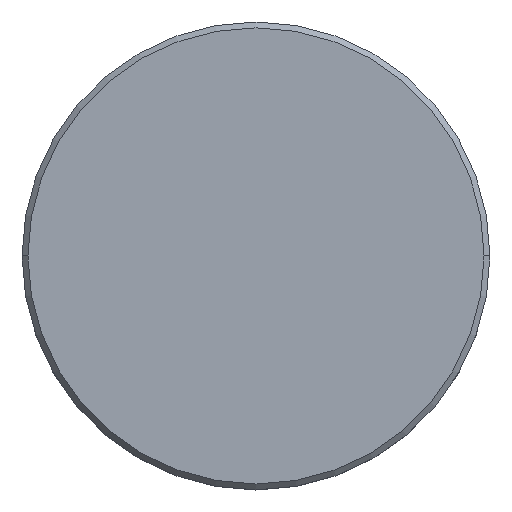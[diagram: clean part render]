
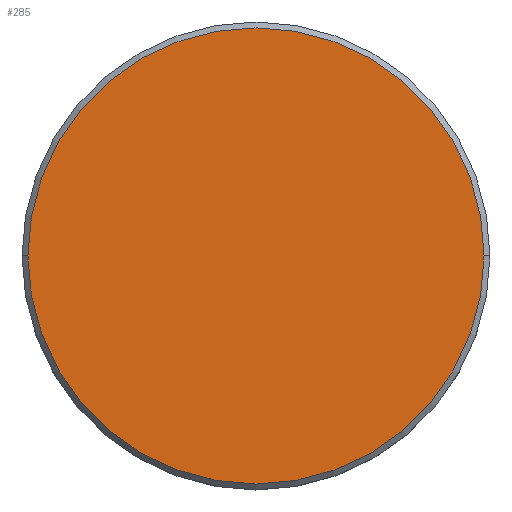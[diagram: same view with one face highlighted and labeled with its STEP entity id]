
A CAD part, top view. The second image highlights one B-rep face of the part: STEP entity #285.
In plain terms, the highlighted planar face has unit normal (0, 0, 1).
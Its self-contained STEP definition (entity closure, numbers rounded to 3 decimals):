
#2 = AXIS2_PLACEMENT_3D ( 'NONE', #498, #1022, #379 ) ;
#22 = FACE_OUTER_BOUND ( 'NONE', #216, .T. ) ;
#54 = AXIS2_PLACEMENT_3D ( 'NONE', #561, #456, #544 ) ;
#90 = EDGE_CURVE ( 'NONE', #242, #987, #589, .T. ) ;
#117 = CIRCLE ( 'NONE', #571, 19.5 ) ;
#123 = ORIENTED_EDGE ( 'NONE', *, *, #90, .T. ) ;
#216 = EDGE_LOOP ( 'NONE', ( #453, #123 ) ) ;
#242 = VERTEX_POINT ( 'NONE', #1120 ) ;
#285 = ADVANCED_FACE ( 'NONE', ( #22 ), #388, .T. ) ;
#319 = DIRECTION ( 'NONE',  ( 0., 0., 1. ) ) ;
#379 = DIRECTION ( 'NONE',  ( 1., 0., 0. ) ) ;
#388 = PLANE ( 'NONE',  #2 ) ;
#453 = ORIENTED_EDGE ( 'NONE', *, *, #738, .T. ) ;
#454 = CARTESIAN_POINT ( 'NONE',  ( -19.5, 0., 0. ) ) ;
#456 = DIRECTION ( 'NONE',  ( 0., 0., 1. ) ) ;
#498 = CARTESIAN_POINT ( 'NONE',  ( 0., 0., 0. ) ) ;
#502 = CARTESIAN_POINT ( 'NONE',  ( 0., 0., 0. ) ) ;
#544 = DIRECTION ( 'NONE',  ( 1., 0., 0. ) ) ;
#561 = CARTESIAN_POINT ( 'NONE',  ( 0., 0., 0. ) ) ;
#571 = AXIS2_PLACEMENT_3D ( 'NONE', #502, #319, #652 ) ;
#589 = CIRCLE ( 'NONE', #54, 19.5 ) ;
#652 = DIRECTION ( 'NONE',  ( 1., 0., 0. ) ) ;
#738 = EDGE_CURVE ( 'NONE', #987, #242, #117, .T. ) ;
#987 = VERTEX_POINT ( 'NONE', #454 ) ;
#1022 = DIRECTION ( 'NONE',  ( 0., 0., 1. ) ) ;
#1120 = CARTESIAN_POINT ( 'NONE',  ( 19.5, 0., 0. ) ) ;
